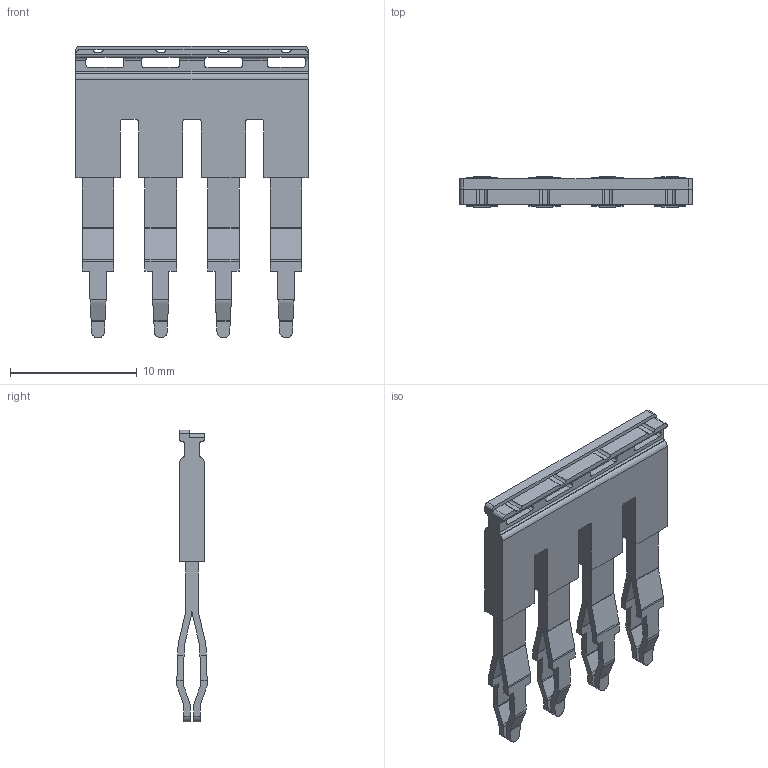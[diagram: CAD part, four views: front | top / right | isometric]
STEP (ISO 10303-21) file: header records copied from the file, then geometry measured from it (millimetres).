
FILE_DESCRIPTION(/* description */ (''),/* implementation_level */ '2;1');
FILE_NAME(/* name */ 'JX2.5_4.stp',/* time_stamp */ '2016-06-24T15:15:52-04:00',/* author */ ('CAD Station'),/* organization */ (''),/* preprocessor_version */ 'ST-DEVELOPER v16.1',/* originating_system */ 'Autodesk Inventor 2016',/* authorisation */ '');
FILE_SCHEMA (('AUTOMOTIVE_DESIGN { 1 0 10303 214 3 1 1 }'));
Length unit declared in the file: metre
Products named in the file (1): JX2.5_4
Bounding box: 18.33 x 2.41 x 23.03 mm (x, y, z)
Volume: 401.1 mm3; surface area: 963.4 mm2
Topology: 1 solids, 1 shells, 318 faces, 984 edges, 656 vertices
Faces by surface type: plane 194, cylinder 114, bspline 10
Entity records: 11892 total; most frequent: CARTESIAN_POINT 2649, ORIENTED_EDGE 1968, DIRECTION 1770, EDGE_CURVE 984, LINE 712, VECTOR 712, VERTEX_POINT 656, AXIS2_PLACEMENT_3D 529
